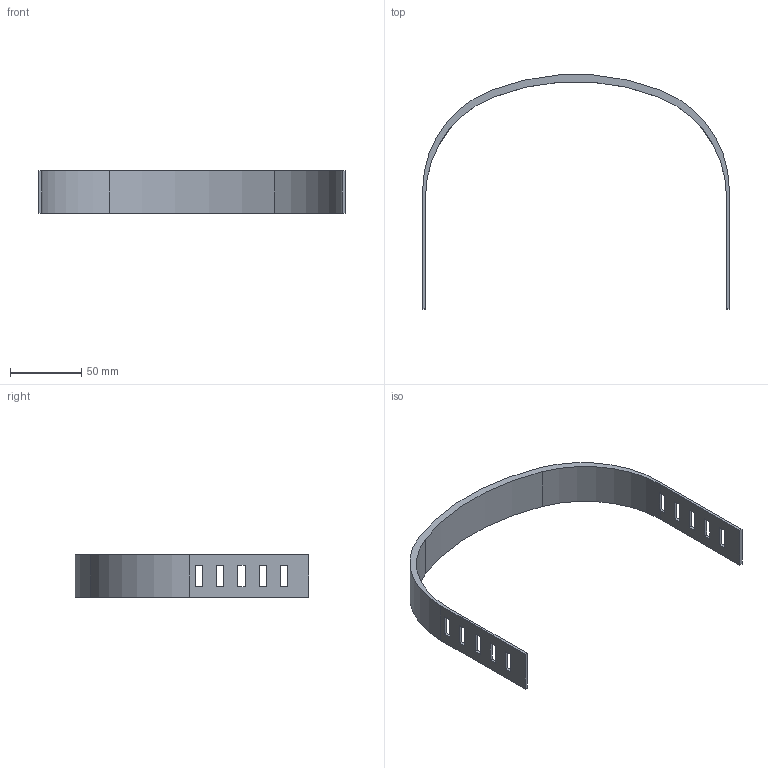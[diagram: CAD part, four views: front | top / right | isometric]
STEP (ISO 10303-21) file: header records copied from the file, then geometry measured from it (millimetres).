
FILE_DESCRIPTION(('CATIA V5 STEP Exchange'),'2;1');
FILE_NAME('BASE_CORD.stp','2020-03-22T20:14:52+00:00',('none'),('none'),'CATIA Version 5 Release 20 GA (IN-10)','CATIA V5 STEP AP203','none');
FILE_SCHEMA(('CONFIG_CONTROL_DESIGN'));
Length unit declared in the file: millimetre
Products named in the file (1): Part1.1
Bounding box: 215.78 x 164.66 x 30 mm (x, y, z)
Volume: 48524.3 mm3; surface area: 30597.3 mm2
Topology: 1 solids, 1 shells, 54 faces, 162 edges, 108 vertices
Faces by surface type: plane 48, cylinder 6
Entity records: 1763 total; most frequent: ORIENTED_EDGE 324, CARTESIAN_POINT 304, DIRECTION 228, EDGE_CURVE 162, VECTOR 146, LINE 146, VERTEX_POINT 108, EDGE_LOOP 72
